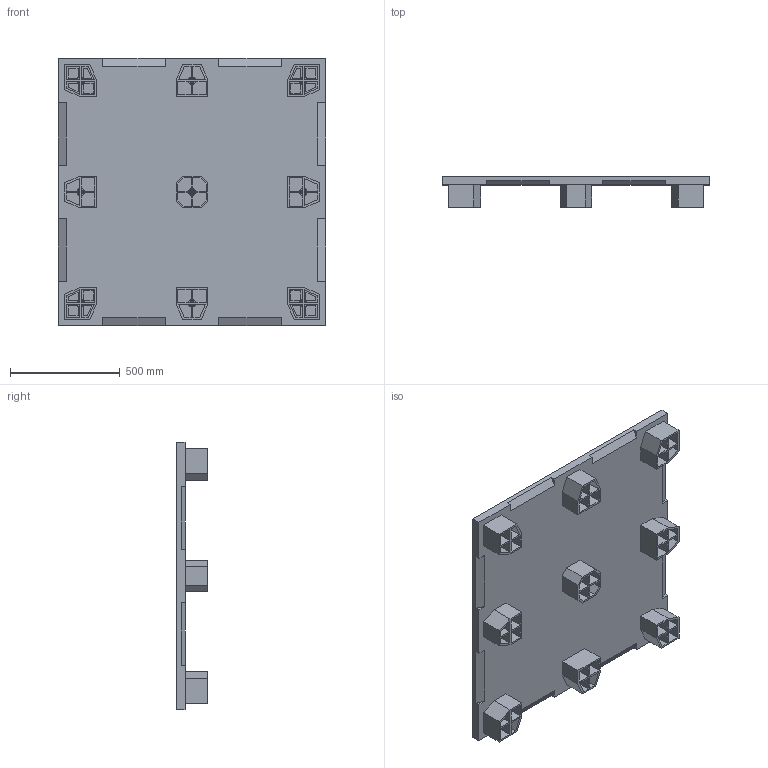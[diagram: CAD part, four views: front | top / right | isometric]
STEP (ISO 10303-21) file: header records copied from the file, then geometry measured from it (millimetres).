
FILE_DESCRIPTION((''),'2;1');
FILE_NAME('87324WSM','2025-06-20T12:00:09',('SYSTEM'),(''),'CREO PARAMETRIC BY PTC INC, 2023294','CREO PARAMETRIC BY PTC INC, 2023294','');
FILE_SCHEMA(('CONFIG_CONTROL_DESIGN'));
Length unit declared in the file: metre
Products named in the file (1): 87324WSM
Bounding box: 1219.95 x 139.7 x 1219.95 mm (x, y, z)
Volume: 57553250.9 mm3; surface area: 4756908.7 mm2
Topology: 1 solids, 1 shells, 639 faces, 1807 edges, 1181 vertices
Faces by surface type: plane 569, cylinder 60, cone 10
Entity records: 20610 total; most frequent: CARTESIAN_POINT 3754, ORIENTED_EDGE 3614, DIRECTION 3276, EDGE_CURVE 1807, VECTOR 1530, LINE 1530, VERTEX_POINT 1181, AXIS2_PLACEMENT_3D 873
